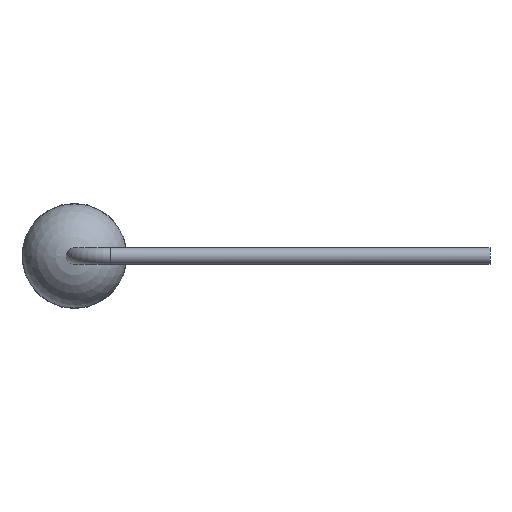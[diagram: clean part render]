
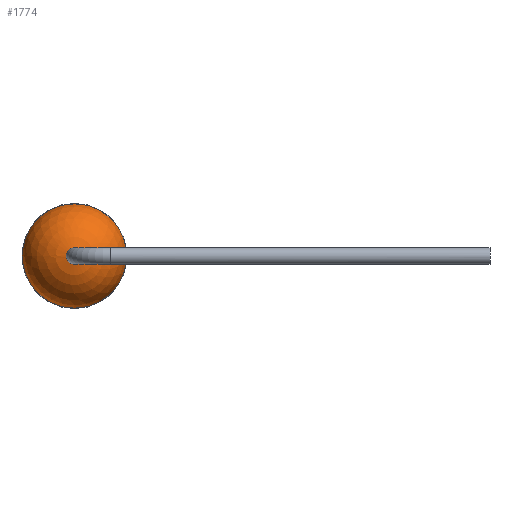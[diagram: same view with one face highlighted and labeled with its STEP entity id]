
A CAD part, left-side view. The second image highlights one B-rep face of the part: STEP entity #1774.
In plain terms, the highlighted spherical face has radius 1.1 mm.
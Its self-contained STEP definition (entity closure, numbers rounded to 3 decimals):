
#1723=CARTESIAN_POINT('',(-1.925,0.,0.));
#1724=DIRECTION('',(-1.,-0.,0.));
#1725=DIRECTION('',(-0.,1.,0.));
#1726=AXIS2_PLACEMENT_3D('',#1723,#1724,#1725);
#1727=SPHERICAL_SURFACE('',#1726,1.1);
#1728=CARTESIAN_POINT('',(-3.011,0.175,-0.));
#1729=VERTEX_POINT('',#1728);
#1730=CARTESIAN_POINT('',(-2.075,1.09,-0.));
#1731=VERTEX_POINT('',#1730);
#1732=CARTESIAN_POINT('',(-1.925,0.,0.));
#1733=DIRECTION('',(-0.,-0.,-1.));
#1734=DIRECTION('',(-0.,1.,0.));
#1735=AXIS2_PLACEMENT_3D('',#1732,#1733,#1734);
#1736=CIRCLE('',#1735,1.1);
#1737=EDGE_CURVE('',#1729,#1731,#1736,.T.);
#1738=ORIENTED_EDGE('',*,*,#1737,.T.);
#1739=CARTESIAN_POINT('',(-2.075,-0.,-1.09));
#1740=VERTEX_POINT('',#1739);
#1741=CARTESIAN_POINT('',(-2.075,0.,0.));
#1742=DIRECTION('',(1.,0.,-0.));
#1743=DIRECTION('',(-0.,0.,-1.));
#1744=AXIS2_PLACEMENT_3D('',#1741,#1742,#1743);
#1745=CIRCLE('',#1744,1.09);
#1746=EDGE_CURVE('',#1740,#1731,#1745,.T.);
#1747=ORIENTED_EDGE('',*,*,#1746,.F.);
#1748=CARTESIAN_POINT('',(-2.075,0.,0.));
#1749=DIRECTION('',(1.,0.,-0.));
#1750=DIRECTION('',(-0.,0.,-1.));
#1751=AXIS2_PLACEMENT_3D('',#1748,#1749,#1750);
#1752=CIRCLE('',#1751,1.09);
#1753=EDGE_CURVE('',#1731,#1740,#1752,.T.);
#1754=ORIENTED_EDGE('',*,*,#1753,.F.);
#1755=ORIENTED_EDGE('',*,*,#1737,.F.);
#1756=CARTESIAN_POINT('',(-3.011,-0.,-0.175));
#1757=VERTEX_POINT('',#1756);
#1758=CARTESIAN_POINT('',(-3.011,0.,0.));
#1759=DIRECTION('',(1.,0.,0.));
#1760=DIRECTION('',(0.,0.,-1.));
#1761=AXIS2_PLACEMENT_3D('',#1758,#1759,#1760);
#1762=CIRCLE('',#1761,0.175);
#1763=EDGE_CURVE('',#1729,#1757,#1762,.T.);
#1764=ORIENTED_EDGE('',*,*,#1763,.T.);
#1765=CARTESIAN_POINT('',(-3.011,0.,0.));
#1766=DIRECTION('',(1.,0.,0.));
#1767=DIRECTION('',(0.,0.,-1.));
#1768=AXIS2_PLACEMENT_3D('',#1765,#1766,#1767);
#1769=CIRCLE('',#1768,0.175);
#1770=EDGE_CURVE('',#1757,#1729,#1769,.T.);
#1771=ORIENTED_EDGE('',*,*,#1770,.T.);
#1772=EDGE_LOOP('',(#1738,#1747,#1754,#1755,#1764,#1771));
#1773=FACE_BOUND('',#1772,.T.);
#1774=ADVANCED_FACE('',(#1773),#1727,.T.);
